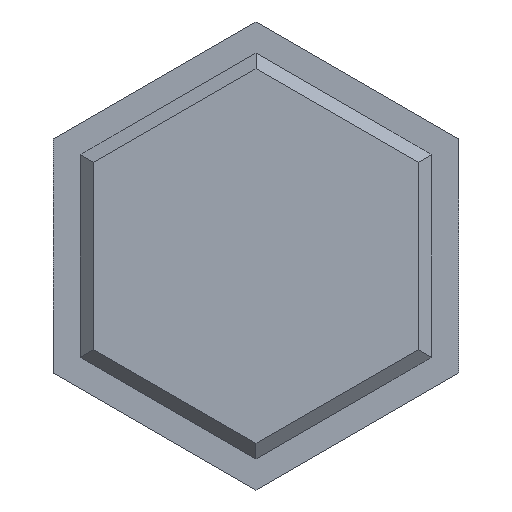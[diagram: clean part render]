
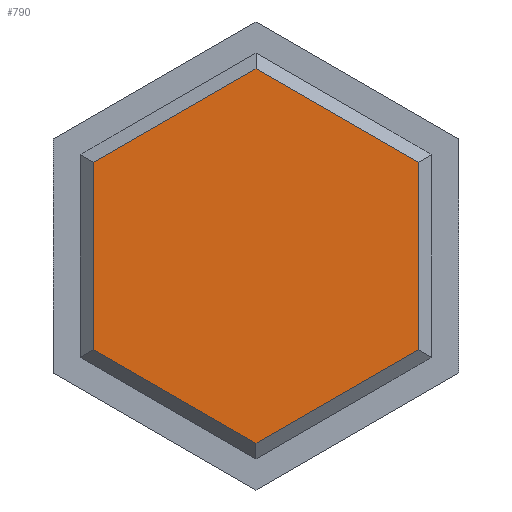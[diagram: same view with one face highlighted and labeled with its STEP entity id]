
A CAD part, front view. The second image highlights one B-rep face of the part: STEP entity #790.
In plain terms, the highlighted planar face has unit normal (0, -1, 0).
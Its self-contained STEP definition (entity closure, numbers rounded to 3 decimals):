
#11 = EDGE_CURVE ( 'NONE', #727, #936, #299, .T. ) ;
#12 = DIRECTION ( 'NONE',  ( -0.866, 0., 0.5 ) ) ;
#25 = CARTESIAN_POINT ( 'NONE',  ( 3., 0., -5.196 ) ) ;
#92 = ORIENTED_EDGE ( 'NONE', *, *, #175, .T. ) ;
#102 = VECTOR ( 'NONE', #911, 1000. ) ;
#107 = LINE ( 'NONE', #25, #477 ) ;
#125 = DIRECTION ( 'NONE',  ( 0., 0., -1. ) ) ;
#126 = EDGE_CURVE ( 'NONE', #321, #923, #482, .T. ) ;
#134 = FACE_OUTER_BOUND ( 'NONE', #840, .T. ) ;
#143 = LINE ( 'NONE', #380, #573 ) ;
#175 = EDGE_CURVE ( 'NONE', #923, #313, #107, .T. ) ;
#182 = VECTOR ( 'NONE', #125, 1000. ) ;
#193 = CARTESIAN_POINT ( 'NONE',  ( 0., 0., 0. ) ) ;
#196 = CARTESIAN_POINT ( 'NONE',  ( 0., 0., 6.928 ) ) ;
#221 = DIRECTION ( 'NONE',  ( -0.866, 0., -0.5 ) ) ;
#226 = CARTESIAN_POINT ( 'NONE',  ( 3., 0., 5.196 ) ) ;
#227 = ORIENTED_EDGE ( 'NONE', *, *, #444, .T. ) ;
#237 = VECTOR ( 'NONE', #813, 1000. ) ;
#238 = ORIENTED_EDGE ( 'NONE', *, *, #452, .T. ) ;
#254 = DIRECTION ( 'NONE',  ( 0.866, 0., 0.5 ) ) ;
#299 = LINE ( 'NONE', #226, #829 ) ;
#313 = VERTEX_POINT ( 'NONE', #634 ) ;
#321 = VERTEX_POINT ( 'NONE', #417 ) ;
#340 = PLANE ( 'NONE',  #600 ) ;
#368 = LINE ( 'NONE', #490, #182 ) ;
#380 = CARTESIAN_POINT ( 'NONE',  ( -3., 0., 5.196 ) ) ;
#417 = CARTESIAN_POINT ( 'NONE',  ( -6., 0., -3.464 ) ) ;
#444 = EDGE_CURVE ( 'NONE', #936, #542, #143, .T. ) ;
#452 = EDGE_CURVE ( 'NONE', #313, #727, #739, .T. ) ;
#477 = VECTOR ( 'NONE', #254, 1000. ) ;
#482 = LINE ( 'NONE', #543, #102 ) ;
#490 = CARTESIAN_POINT ( 'NONE',  ( -6., 0., 0. ) ) ;
#496 = ORIENTED_EDGE ( 'NONE', *, *, #11, .T. ) ;
#542 = VERTEX_POINT ( 'NONE', #606 ) ;
#543 = CARTESIAN_POINT ( 'NONE',  ( -3., 0., -5.196 ) ) ;
#573 = VECTOR ( 'NONE', #221, 1000. ) ;
#600 = AXIS2_PLACEMENT_3D ( 'NONE', #193, #663, #732 ) ;
#606 = CARTESIAN_POINT ( 'NONE',  ( -6., 0., 3.464 ) ) ;
#634 = CARTESIAN_POINT ( 'NONE',  ( 6., 0., -3.464 ) ) ;
#635 = CARTESIAN_POINT ( 'NONE',  ( 0., 0., -6.928 ) ) ;
#663 = DIRECTION ( 'NONE',  ( 0., 1., 0. ) ) ;
#665 = CARTESIAN_POINT ( 'NONE',  ( 6., 0., 0. ) ) ;
#707 = ORIENTED_EDGE ( 'NONE', *, *, #879, .T. ) ;
#727 = VERTEX_POINT ( 'NONE', #850 ) ;
#732 = DIRECTION ( 'NONE',  ( 0., 0., 1. ) ) ;
#733 = ORIENTED_EDGE ( 'NONE', *, *, #126, .T. ) ;
#739 = LINE ( 'NONE', #665, #237 ) ;
#790 = ADVANCED_FACE ( 'NONE', ( #134 ), #340, .F. ) ;
#813 = DIRECTION ( 'NONE',  ( 0., 0., 1. ) ) ;
#829 = VECTOR ( 'NONE', #12, 1000. ) ;
#840 = EDGE_LOOP ( 'NONE', ( #227, #707, #733, #92, #238, #496 ) ) ;
#850 = CARTESIAN_POINT ( 'NONE',  ( 6., 0., 3.464 ) ) ;
#879 = EDGE_CURVE ( 'NONE', #542, #321, #368, .T. ) ;
#911 = DIRECTION ( 'NONE',  ( 0.866, 0., -0.5 ) ) ;
#923 = VERTEX_POINT ( 'NONE', #635 ) ;
#936 = VERTEX_POINT ( 'NONE', #196 ) ;
